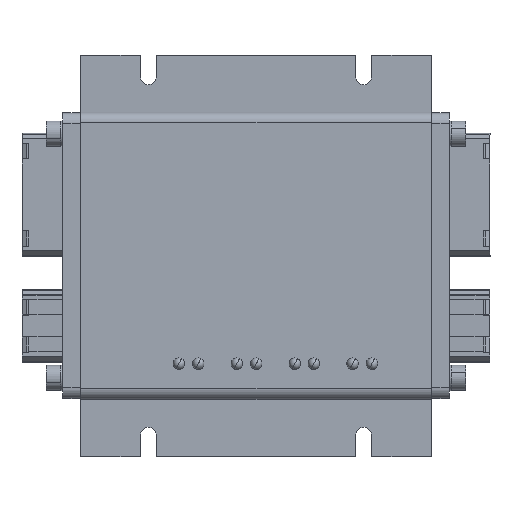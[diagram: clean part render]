
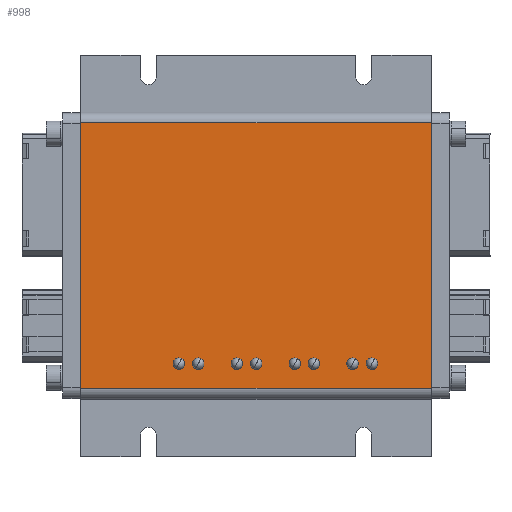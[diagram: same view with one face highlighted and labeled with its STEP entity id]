
A CAD part, top view. The second image highlights one B-rep face of the part: STEP entity #998.
In plain terms, the highlighted planar face has unit normal (0, 0, 1).
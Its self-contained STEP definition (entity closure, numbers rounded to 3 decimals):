
#834=AXIS2_PLACEMENT_3D('Plane Axis2P3D',#831,#832,#833) ;
#856=AXIS2_PLACEMENT_3D('Circle Axis2P3D',#854,#855,$) ;
#865=AXIS2_PLACEMENT_3D('Circle Axis2P3D',#863,#864,$) ;
#874=AXIS2_PLACEMENT_3D('Circle Axis2P3D',#872,#873,$) ;
#883=AXIS2_PLACEMENT_3D('Circle Axis2P3D',#881,#882,$) ;
#892=AXIS2_PLACEMENT_3D('Circle Axis2P3D',#890,#891,$) ;
#901=AXIS2_PLACEMENT_3D('Circle Axis2P3D',#899,#900,$) ;
#910=AXIS2_PLACEMENT_3D('Circle Axis2P3D',#908,#909,$) ;
#919=AXIS2_PLACEMENT_3D('Circle Axis2P3D',#917,#918,$) ;
#928=AXIS2_PLACEMENT_3D('Circle Axis2P3D',#926,#927,$) ;
#937=AXIS2_PLACEMENT_3D('Circle Axis2P3D',#935,#936,$) ;
#946=AXIS2_PLACEMENT_3D('Circle Axis2P3D',#944,#945,$) ;
#955=AXIS2_PLACEMENT_3D('Circle Axis2P3D',#953,#954,$) ;
#964=AXIS2_PLACEMENT_3D('Circle Axis2P3D',#962,#963,$) ;
#973=AXIS2_PLACEMENT_3D('Circle Axis2P3D',#971,#972,$) ;
#982=AXIS2_PLACEMENT_3D('Circle Axis2P3D',#980,#981,$) ;
#991=AXIS2_PLACEMENT_3D('Circle Axis2P3D',#989,#990,$) ;
#182=CARTESIAN_POINT('Vertex',(16.3,19.,53.)) ;
#185=CARTESIAN_POINT('Line Origine',(16.3,56.,53.)) ;
#189=CARTESIAN_POINT('Vertex',(16.3,93.,53.)) ;
#816=CARTESIAN_POINT('Vertex',(114.1,19.,53.)) ;
#819=CARTESIAN_POINT('Line Origine',(65.2,19.,53.)) ;
#831=CARTESIAN_POINT('Axis2P3D Location',(65.2,19.,53.)) ;
#836=CARTESIAN_POINT('Line Origine',(114.1,56.,53.)) ;
#840=CARTESIAN_POINT('Vertex',(114.1,93.,53.)) ;
#843=CARTESIAN_POINT('Line Origine',(65.2,93.,53.)) ;
#854=CARTESIAN_POINT('Axis2P3D Location',(59.85,25.9,53.)) ;
#858=CARTESIAN_POINT('Vertex',(59.227,24.759,53.)) ;
#860=CARTESIAN_POINT('Vertex',(60.473,27.041,53.)) ;
#863=CARTESIAN_POINT('Axis2P3D Location',(59.85,25.9,53.)) ;
#872=CARTESIAN_POINT('Axis2P3D Location',(65.25,25.9,53.)) ;
#876=CARTESIAN_POINT('Vertex',(64.627,24.759,53.)) ;
#878=CARTESIAN_POINT('Vertex',(65.873,27.041,53.)) ;
#881=CARTESIAN_POINT('Axis2P3D Location',(65.25,25.9,53.)) ;
#890=CARTESIAN_POINT('Axis2P3D Location',(49.1,25.9,53.)) ;
#894=CARTESIAN_POINT('Vertex',(48.477,24.759,53.)) ;
#896=CARTESIAN_POINT('Vertex',(49.723,27.041,53.)) ;
#899=CARTESIAN_POINT('Axis2P3D Location',(49.1,25.9,53.)) ;
#908=CARTESIAN_POINT('Axis2P3D Location',(81.3,25.9,53.)) ;
#912=CARTESIAN_POINT('Vertex',(80.677,24.759,53.)) ;
#914=CARTESIAN_POINT('Vertex',(81.923,27.041,53.)) ;
#917=CARTESIAN_POINT('Axis2P3D Location',(81.3,25.9,53.)) ;
#926=CARTESIAN_POINT('Axis2P3D Location',(92.1,25.9,53.)) ;
#930=CARTESIAN_POINT('Vertex',(91.477,24.759,53.)) ;
#932=CARTESIAN_POINT('Vertex',(92.723,27.041,53.)) ;
#935=CARTESIAN_POINT('Axis2P3D Location',(92.1,25.9,53.)) ;
#944=CARTESIAN_POINT('Axis2P3D Location',(76.,25.9,53.)) ;
#948=CARTESIAN_POINT('Vertex',(75.377,24.759,53.)) ;
#950=CARTESIAN_POINT('Vertex',(76.623,27.041,53.)) ;
#953=CARTESIAN_POINT('Axis2P3D Location',(76.,25.9,53.)) ;
#962=CARTESIAN_POINT('Axis2P3D Location',(43.7,25.9,53.)) ;
#966=CARTESIAN_POINT('Vertex',(43.077,24.759,53.)) ;
#968=CARTESIAN_POINT('Vertex',(44.323,27.041,53.)) ;
#971=CARTESIAN_POINT('Axis2P3D Location',(43.7,25.9,53.)) ;
#980=CARTESIAN_POINT('Axis2P3D Location',(97.5,25.9,53.)) ;
#984=CARTESIAN_POINT('Vertex',(96.877,24.759,53.)) ;
#986=CARTESIAN_POINT('Vertex',(98.123,27.041,53.)) ;
#989=CARTESIAN_POINT('Axis2P3D Location',(97.5,25.9,53.)) ;
#186=DIRECTION('Vector Direction',(0.,1.,0.)) ;
#820=DIRECTION('Vector Direction',(-1.,0.,0.)) ;
#832=DIRECTION('Axis2P3D Direction',(0.,-0.,1.)) ;
#833=DIRECTION('Axis2P3D XDirection',(0.,1.,0.)) ;
#837=DIRECTION('Vector Direction',(0.,1.,0.)) ;
#844=DIRECTION('Vector Direction',(-1.,0.,0.)) ;
#855=DIRECTION('Axis2P3D Direction',(0.,-0.,1.)) ;
#864=DIRECTION('Axis2P3D Direction',(0.,-0.,1.)) ;
#873=DIRECTION('Axis2P3D Direction',(0.,-0.,1.)) ;
#882=DIRECTION('Axis2P3D Direction',(0.,-0.,1.)) ;
#891=DIRECTION('Axis2P3D Direction',(0.,-0.,1.)) ;
#900=DIRECTION('Axis2P3D Direction',(0.,-0.,1.)) ;
#909=DIRECTION('Axis2P3D Direction',(0.,-0.,1.)) ;
#918=DIRECTION('Axis2P3D Direction',(0.,-0.,1.)) ;
#927=DIRECTION('Axis2P3D Direction',(0.,-0.,1.)) ;
#936=DIRECTION('Axis2P3D Direction',(0.,-0.,1.)) ;
#945=DIRECTION('Axis2P3D Direction',(0.,-0.,1.)) ;
#954=DIRECTION('Axis2P3D Direction',(0.,-0.,1.)) ;
#963=DIRECTION('Axis2P3D Direction',(0.,-0.,1.)) ;
#972=DIRECTION('Axis2P3D Direction',(0.,-0.,1.)) ;
#981=DIRECTION('Axis2P3D Direction',(0.,-0.,1.)) ;
#990=DIRECTION('Axis2P3D Direction',(0.,-0.,1.)) ;
#187=VECTOR('Line Direction',#186,1.) ;
#821=VECTOR('Line Direction',#820,1.) ;
#838=VECTOR('Line Direction',#837,1.) ;
#845=VECTOR('Line Direction',#844,1.) ;
#849=ORIENTED_EDGE('',*,*,#823,.F.) ;
#850=ORIENTED_EDGE('',*,*,#842,.T.) ;
#851=ORIENTED_EDGE('',*,*,#847,.T.) ;
#852=ORIENTED_EDGE('',*,*,#191,.F.) ;
#869=ORIENTED_EDGE('',*,*,#862,.F.) ;
#870=ORIENTED_EDGE('',*,*,#867,.F.) ;
#887=ORIENTED_EDGE('',*,*,#880,.F.) ;
#888=ORIENTED_EDGE('',*,*,#885,.F.) ;
#905=ORIENTED_EDGE('',*,*,#898,.F.) ;
#906=ORIENTED_EDGE('',*,*,#903,.F.) ;
#923=ORIENTED_EDGE('',*,*,#916,.F.) ;
#924=ORIENTED_EDGE('',*,*,#921,.F.) ;
#941=ORIENTED_EDGE('',*,*,#934,.F.) ;
#942=ORIENTED_EDGE('',*,*,#939,.F.) ;
#959=ORIENTED_EDGE('',*,*,#952,.F.) ;
#960=ORIENTED_EDGE('',*,*,#957,.F.) ;
#977=ORIENTED_EDGE('',*,*,#970,.F.) ;
#978=ORIENTED_EDGE('',*,*,#975,.F.) ;
#995=ORIENTED_EDGE('',*,*,#988,.F.) ;
#996=ORIENTED_EDGE('',*,*,#993,.F.) ;
#871=FACE_BOUND('',#868,.T.) ;
#889=FACE_BOUND('',#886,.T.) ;
#907=FACE_BOUND('',#904,.T.) ;
#925=FACE_BOUND('',#922,.T.) ;
#943=FACE_BOUND('',#940,.T.) ;
#961=FACE_BOUND('',#958,.T.) ;
#979=FACE_BOUND('',#976,.T.) ;
#997=FACE_BOUND('',#994,.T.) ;
#998=ADVANCED_FACE('67280_IE-CDR-V14MRJ_VAPM-C.1\\63651_ALGH_DO_R_FVB.1\\MMU_ALGH_KU_MD_FVB',(#853,#871,#889,#907,#925,#943,#961,#979,#997),#835,.T.) ;
#857=CIRCLE('generated circle',#856,1.3) ;
#866=CIRCLE('generated circle',#865,1.3) ;
#875=CIRCLE('generated circle',#874,1.3) ;
#884=CIRCLE('generated circle',#883,1.3) ;
#893=CIRCLE('generated circle',#892,1.3) ;
#902=CIRCLE('generated circle',#901,1.3) ;
#911=CIRCLE('generated circle',#910,1.3) ;
#920=CIRCLE('generated circle',#919,1.3) ;
#929=CIRCLE('generated circle',#928,1.3) ;
#938=CIRCLE('generated circle',#937,1.3) ;
#947=CIRCLE('generated circle',#946,1.3) ;
#956=CIRCLE('generated circle',#955,1.3) ;
#965=CIRCLE('generated circle',#964,1.3) ;
#974=CIRCLE('generated circle',#973,1.3) ;
#983=CIRCLE('generated circle',#982,1.3) ;
#992=CIRCLE('generated circle',#991,1.3) ;
#191=EDGE_CURVE('',#183,#190,#188,.T.) ;
#823=EDGE_CURVE('',#817,#183,#822,.T.) ;
#842=EDGE_CURVE('',#817,#841,#839,.T.) ;
#847=EDGE_CURVE('',#841,#190,#846,.T.) ;
#862=EDGE_CURVE('',#859,#861,#857,.T.) ;
#867=EDGE_CURVE('',#861,#859,#866,.T.) ;
#880=EDGE_CURVE('',#877,#879,#875,.T.) ;
#885=EDGE_CURVE('',#879,#877,#884,.T.) ;
#898=EDGE_CURVE('',#895,#897,#893,.T.) ;
#903=EDGE_CURVE('',#897,#895,#902,.T.) ;
#916=EDGE_CURVE('',#913,#915,#911,.T.) ;
#921=EDGE_CURVE('',#915,#913,#920,.T.) ;
#934=EDGE_CURVE('',#931,#933,#929,.T.) ;
#939=EDGE_CURVE('',#933,#931,#938,.T.) ;
#952=EDGE_CURVE('',#949,#951,#947,.T.) ;
#957=EDGE_CURVE('',#951,#949,#956,.T.) ;
#970=EDGE_CURVE('',#967,#969,#965,.T.) ;
#975=EDGE_CURVE('',#969,#967,#974,.T.) ;
#988=EDGE_CURVE('',#985,#987,#983,.T.) ;
#993=EDGE_CURVE('',#987,#985,#992,.T.) ;
#848=EDGE_LOOP('',(#849,#850,#851,#852)) ;
#868=EDGE_LOOP('',(#869,#870)) ;
#886=EDGE_LOOP('',(#887,#888)) ;
#904=EDGE_LOOP('',(#905,#906)) ;
#922=EDGE_LOOP('',(#923,#924)) ;
#940=EDGE_LOOP('',(#941,#942)) ;
#958=EDGE_LOOP('',(#959,#960)) ;
#976=EDGE_LOOP('',(#977,#978)) ;
#994=EDGE_LOOP('',(#995,#996)) ;
#853=FACE_OUTER_BOUND('',#848,.T.) ;
#188=LINE('Line',#185,#187) ;
#822=LINE('Line',#819,#821) ;
#839=LINE('Line',#836,#838) ;
#846=LINE('Line',#843,#845) ;
#835=PLANE('',#834) ;
#183=VERTEX_POINT('',#182) ;
#190=VERTEX_POINT('',#189) ;
#817=VERTEX_POINT('',#816) ;
#841=VERTEX_POINT('',#840) ;
#859=VERTEX_POINT('',#858) ;
#861=VERTEX_POINT('',#860) ;
#877=VERTEX_POINT('',#876) ;
#879=VERTEX_POINT('',#878) ;
#895=VERTEX_POINT('',#894) ;
#897=VERTEX_POINT('',#896) ;
#913=VERTEX_POINT('',#912) ;
#915=VERTEX_POINT('',#914) ;
#931=VERTEX_POINT('',#930) ;
#933=VERTEX_POINT('',#932) ;
#949=VERTEX_POINT('',#948) ;
#951=VERTEX_POINT('',#950) ;
#967=VERTEX_POINT('',#966) ;
#969=VERTEX_POINT('',#968) ;
#985=VERTEX_POINT('',#984) ;
#987=VERTEX_POINT('',#986) ;
